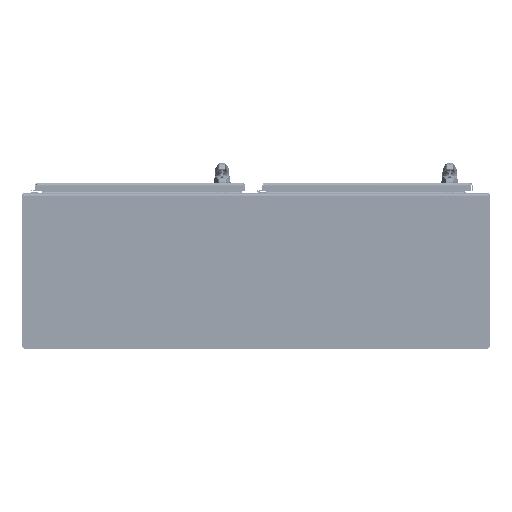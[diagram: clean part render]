
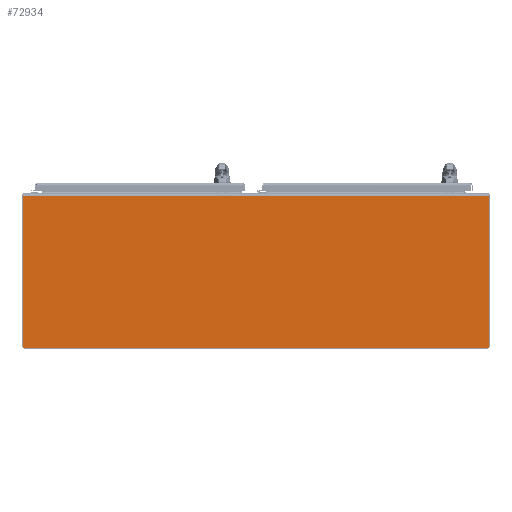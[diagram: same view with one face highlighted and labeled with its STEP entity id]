
A CAD part, front view. The second image highlights one B-rep face of the part: STEP entity #72934.
In plain terms, the highlighted face is planar.
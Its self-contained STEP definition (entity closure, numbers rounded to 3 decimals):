
#4488=PLANE('',#77763);
#6496=FACE_OUTER_BOUND('',#11118,.T.);
#11118=EDGE_LOOP('',(#50050,#50051,#50052,#50053));
#16756=LINE('',#109828,#22351);
#16761=LINE('',#109842,#22356);
#16763=LINE('',#109847,#22358);
#16765=LINE('',#109851,#22360);
#22351=VECTOR('',#87091,17.607);
#22356=VECTOR('',#87102,17.607);
#22358=VECTOR('',#87110,54.232);
#22360=VECTOR('',#87116,54.232);
#31796=VERTEX_POINT('',#109825);
#31797=VERTEX_POINT('',#109827);
#31802=VERTEX_POINT('',#109839);
#31803=VERTEX_POINT('',#109841);
#38787=EDGE_CURVE('',#31796,#31797,#16756,.T.);
#38794=EDGE_CURVE('',#31802,#31803,#16761,.T.);
#38797=EDGE_CURVE('',#31796,#31803,#16763,.T.);
#38799=EDGE_CURVE('',#31797,#31802,#16765,.T.);
#50050=ORIENTED_EDGE('',*,*,#38797,.T.);
#50051=ORIENTED_EDGE('',*,*,#38794,.F.);
#50052=ORIENTED_EDGE('',*,*,#38799,.F.);
#50053=ORIENTED_EDGE('',*,*,#38787,.F.);
#72934=ADVANCED_FACE('',(#6496),#4488,.F.);
#77763=AXIS2_PLACEMENT_3D('',#109852,#87117,#87118);
#87091=DIRECTION('',(0.,-1.,0.));
#87102=DIRECTION('',(0.,1.,0.));
#87110=DIRECTION('',(1.,0.,0.));
#87116=DIRECTION('',(1.,0.,0.));
#87117=DIRECTION('center_axis',(0.,0.,1.));
#87118=DIRECTION('ref_axis',(1.,0.,0.));
#109825=CARTESIAN_POINT('',(0.,17.607,0.));
#109827=CARTESIAN_POINT('',(0.,0.,0.));
#109828=CARTESIAN_POINT('',(0.,17.857,0.));
#109839=CARTESIAN_POINT('',(54.232,0.,0.));
#109841=CARTESIAN_POINT('',(54.232,17.607,0.));
#109842=CARTESIAN_POINT('',(54.232,0.,0.));
#109847=CARTESIAN_POINT('',(13.558,17.607,0.));
#109851=CARTESIAN_POINT('',(0.,0.,0.));
#109852=CARTESIAN_POINT('Origin',(27.116,8.929,0.));
